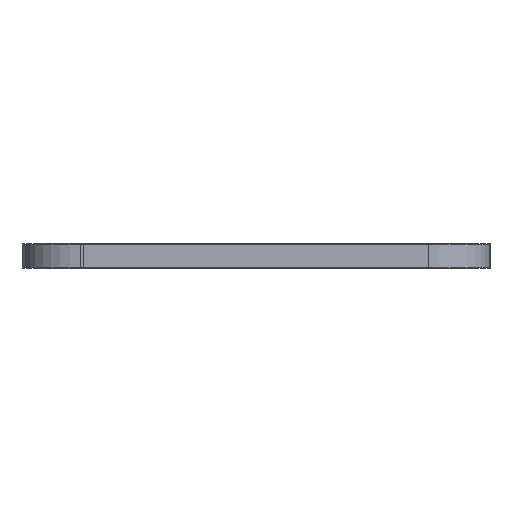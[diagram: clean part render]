
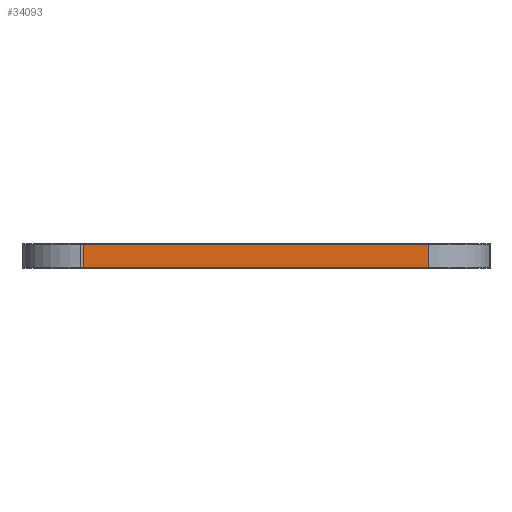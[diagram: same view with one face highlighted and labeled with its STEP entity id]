
A CAD part, left-side view. The second image highlights one B-rep face of the part: STEP entity #34093.
In plain terms, the highlighted planar face has unit normal (-1, 0, 0).
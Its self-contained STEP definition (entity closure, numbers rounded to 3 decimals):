
#31983 = VERTEX_POINT('',#31984);
#31984 = CARTESIAN_POINT('',(0.,26.5,0.));
#31990 = EDGE_CURVE('',#31991,#31983,#31993,.T.);
#31991 = VERTEX_POINT('',#31992);
#31992 = CARTESIAN_POINT('',(0.,4.,0.));
#31993 = LINE('',#31994,#31995);
#31994 = CARTESIAN_POINT('',(0.,4.,0.));
#31995 = VECTOR('',#31996,1.);
#31996 = DIRECTION('',(0.,1.,0.));
#32999 = VERTEX_POINT('',#33000);
#33000 = CARTESIAN_POINT('',(0.,26.5,1.51));
#33006 = EDGE_CURVE('',#33007,#32999,#33009,.T.);
#33007 = VERTEX_POINT('',#33008);
#33008 = CARTESIAN_POINT('',(0.,4.,1.51));
#33009 = LINE('',#33010,#33011);
#33010 = CARTESIAN_POINT('',(0.,4.,1.51));
#33011 = VECTOR('',#33012,1.);
#33012 = DIRECTION('',(0.,1.,0.));
#34063 = EDGE_CURVE('',#31983,#32999,#34064,.T.);
#34064 = LINE('',#34065,#34066);
#34065 = CARTESIAN_POINT('',(0.,26.5,0.));
#34066 = VECTOR('',#34067,1.);
#34067 = DIRECTION('',(0.,0.,1.));
#34093 = ADVANCED_FACE('',(#34094),#34105,.T.);
#34094 = FACE_BOUND('',#34095,.T.);
#34095 = EDGE_LOOP('',(#34096,#34102,#34103,#34104));
#34096 = ORIENTED_EDGE('',*,*,#34097,.T.);
#34097 = EDGE_CURVE('',#31991,#33007,#34098,.T.);
#34098 = LINE('',#34099,#34100);
#34099 = CARTESIAN_POINT('',(0.,4.,0.));
#34100 = VECTOR('',#34101,1.);
#34101 = DIRECTION('',(0.,0.,1.));
#34102 = ORIENTED_EDGE('',*,*,#33006,.T.);
#34103 = ORIENTED_EDGE('',*,*,#34063,.F.);
#34104 = ORIENTED_EDGE('',*,*,#31990,.F.);
#34105 = PLANE('',#34106);
#34106 = AXIS2_PLACEMENT_3D('',#34107,#34108,#34109);
#34107 = CARTESIAN_POINT('',(0.,4.,0.));
#34108 = DIRECTION('',(-1.,0.,0.));
#34109 = DIRECTION('',(0.,1.,0.));
